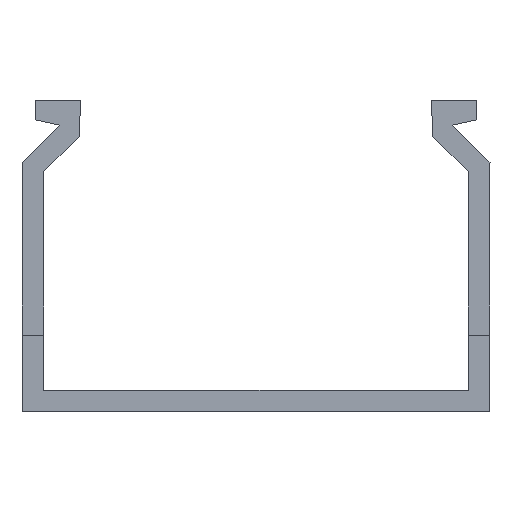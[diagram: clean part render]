
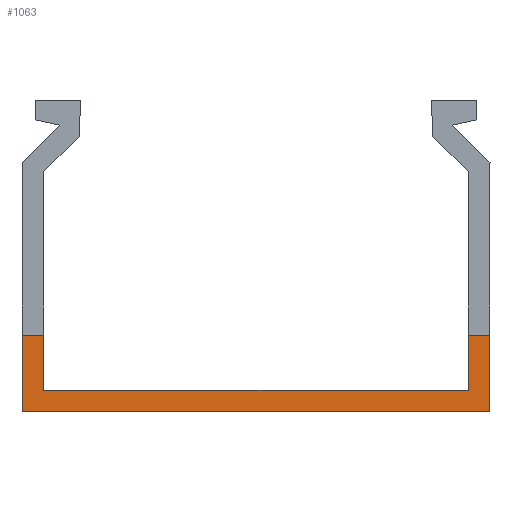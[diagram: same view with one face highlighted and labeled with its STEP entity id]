
A CAD part, front view. The second image highlights one B-rep face of the part: STEP entity #1063.
In plain terms, the highlighted planar face has unit normal (0, -1, 0).
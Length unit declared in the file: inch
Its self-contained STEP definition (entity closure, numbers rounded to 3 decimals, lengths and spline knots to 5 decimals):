
#1063=ADVANCED_FACE('',(#3999),#2585,.F.);
#2585=PLANE('',#33100);
#3999=FACE_OUTER_BOUND('',#5737,.T.);
#5737=EDGE_LOOP('',(#20105,#20106,#20107,#20108,#20109,#20110,#20111,#20112));
#6455=LINE('',#41803,#10799);
#6567=LINE('',#42244,#10911);
#9288=LINE('',#47934,#13632);
#9741=LINE('',#48701,#14085);
#9747=LINE('',#48711,#14091);
#10201=LINE('',#49480,#14545);
#10203=LINE('',#49483,#14547);
#10204=LINE('',#49484,#14548);
#10799=VECTOR('',#33928,1.);
#10911=VECTOR('',#34258,1.);
#13632=VECTOR('',#38769,1.);
#14085=VECTOR('',#39236,1.);
#14091=VECTOR('',#39244,1.);
#14545=VECTOR('',#39712,1.);
#14547=VECTOR('',#39716,1.);
#14548=VECTOR('',#39717,1.);
#20105=ORIENTED_EDGE('',*,*,#31265,.T.);
#20106=ORIENTED_EDGE('',*,*,#31267,.T.);
#20107=ORIENTED_EDGE('',*,*,#30811,.F.);
#20108=ORIENTED_EDGE('',*,*,#27577,.F.);
#20109=ORIENTED_EDGE('',*,*,#30805,.T.);
#20110=ORIENTED_EDGE('',*,*,#31268,.T.);
#20111=ORIENTED_EDGE('',*,*,#30352,.F.);
#20112=ORIENTED_EDGE('',*,*,#27357,.F.);
#24317=VERTEX_POINT('',#41804);
#24318=VERTEX_POINT('',#41805);
#24537=VERTEX_POINT('',#42245);
#24538=VERTEX_POINT('',#42246);
#26611=VERTEX_POINT('',#47935);
#26917=VERTEX_POINT('',#48700);
#26921=VERTEX_POINT('',#48712);
#27228=VERTEX_POINT('',#49479);
#27357=EDGE_CURVE('',#24317,#24318,#6455,.T.);
#27577=EDGE_CURVE('',#24537,#24538,#6567,.T.);
#30352=EDGE_CURVE('',#24318,#26611,#9288,.T.);
#30805=EDGE_CURVE('',#24537,#26917,#9741,.T.);
#30811=EDGE_CURVE('',#24538,#26921,#9747,.T.);
#31265=EDGE_CURVE('',#24317,#27228,#10201,.T.);
#31267=EDGE_CURVE('',#27228,#26921,#10203,.T.);
#31268=EDGE_CURVE('',#26917,#26611,#10204,.T.);
#33100=AXIS2_PLACEMENT_3D('',#49485,#39718,#39719);
#33928=DIRECTION('',(1.,0.,0.));
#34258=DIRECTION('',(-1.,0.,0.));
#38769=DIRECTION('',(0.,0.,1.));
#39236=DIRECTION('',(0.,0.,1.));
#39244=DIRECTION('',(0.,0.,1.));
#39712=DIRECTION('',(0.,0.,1.));
#39716=DIRECTION('',(-1.,0.,0.));
#39717=DIRECTION('',(-1.,0.,0.));
#39718=DIRECTION('',(0.,1.,0.));
#39719=DIRECTION('',(0.,0.,1.));
#41803=CARTESIAN_POINT('',(-1.02001,0.,0.105));
#41804=CARTESIAN_POINT('',(-1.02001,0.,0.105));
#41805=CARTESIAN_POINT('',(1.02001,0.,0.105));
#42244=CARTESIAN_POINT('',(1.125,0.,0.));
#42245=CARTESIAN_POINT('',(1.125,0.,0.));
#42246=CARTESIAN_POINT('',(-1.125,0.,0.));
#47934=CARTESIAN_POINT('',(1.02001,0.,0.105));
#47935=CARTESIAN_POINT('',(1.02003,0.,0.36964));
#48700=CARTESIAN_POINT('',(1.12503,0.,0.36963));
#48701=CARTESIAN_POINT('',(1.125,0.,0.));
#48711=CARTESIAN_POINT('',(-1.125,0.,0.));
#48712=CARTESIAN_POINT('',(-1.12503,0.,0.36963));
#49479=CARTESIAN_POINT('',(-1.02003,0.,0.36964));
#49480=CARTESIAN_POINT('',(-1.02001,0.,0.105));
#49483=CARTESIAN_POINT('',(1.06072,0.,0.36976));
#49484=CARTESIAN_POINT('',(1.06075,0.,0.36964));
#49485=CARTESIAN_POINT('',(1.06073,0.,0.105));
